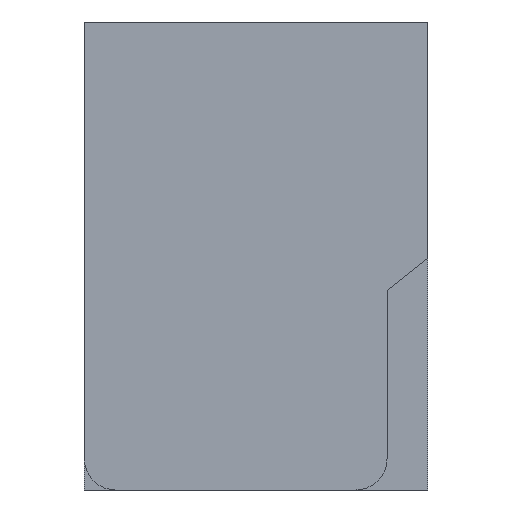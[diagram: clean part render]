
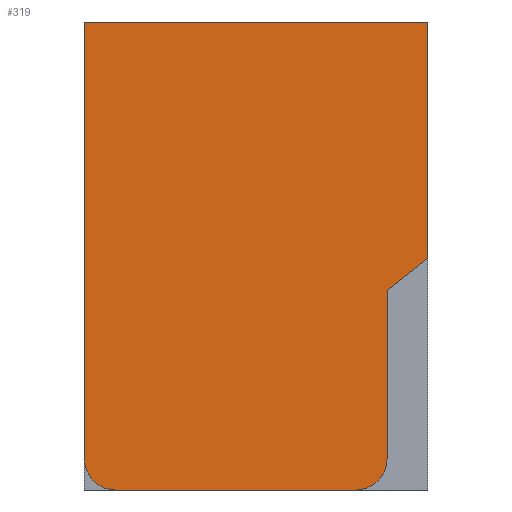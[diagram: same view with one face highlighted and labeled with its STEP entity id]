
A CAD part, front view. The second image highlights one B-rep face of the part: STEP entity #319.
In plain terms, the highlighted planar face has unit normal (0, -1, 0).
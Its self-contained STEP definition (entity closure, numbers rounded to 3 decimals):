
#17=PLANE('',#354);
#33=FACE_OUTER_BOUND('',#50,.T.);
#50=EDGE_LOOP('',(#245,#246,#247,#248,#249,#250,#251,#252));
#70=LINE('',#483,#109);
#78=LINE('',#498,#117);
#79=LINE('',#502,#118);
#80=LINE('',#504,#119);
#81=LINE('',#506,#120);
#82=LINE('',#507,#121);
#109=VECTOR('',#394,10.);
#117=VECTOR('',#404,10.);
#118=VECTOR('',#407,10.);
#119=VECTOR('',#408,10.);
#120=VECTOR('',#409,10.);
#121=VECTOR('',#410,10.);
#143=CIRCLE('',#351,1.);
#145=CIRCLE('',#355,1.);
#153=VERTEX_POINT('',#473);
#154=VERTEX_POINT('',#474);
#157=VERTEX_POINT('',#482);
#163=VERTEX_POINT('',#497);
#164=VERTEX_POINT('',#499);
#165=VERTEX_POINT('',#501);
#166=VERTEX_POINT('',#503);
#167=VERTEX_POINT('',#505);
#184=EDGE_CURVE('',#153,#154,#143,.T.);
#188=EDGE_CURVE('',#154,#157,#70,.T.);
#196=EDGE_CURVE('',#163,#153,#78,.T.);
#197=EDGE_CURVE('',#164,#163,#145,.T.);
#198=EDGE_CURVE('',#165,#164,#79,.T.);
#199=EDGE_CURVE('',#166,#165,#80,.T.);
#200=EDGE_CURVE('',#167,#166,#81,.T.);
#201=EDGE_CURVE('',#157,#167,#82,.T.);
#245=ORIENTED_EDGE('',*,*,#184,.F.);
#246=ORIENTED_EDGE('',*,*,#196,.F.);
#247=ORIENTED_EDGE('',*,*,#197,.F.);
#248=ORIENTED_EDGE('',*,*,#198,.F.);
#249=ORIENTED_EDGE('',*,*,#199,.F.);
#250=ORIENTED_EDGE('',*,*,#200,.F.);
#251=ORIENTED_EDGE('',*,*,#201,.F.);
#252=ORIENTED_EDGE('',*,*,#188,.F.);
#319=ADVANCED_FACE('',(#33),#17,.F.);
#351=AXIS2_PLACEMENT_3D('',#475,#386,#387);
#354=AXIS2_PLACEMENT_3D('',#496,#402,#403);
#355=AXIS2_PLACEMENT_3D('',#500,#405,#406);
#386=DIRECTION('center_axis',(0.,1.,0.));
#387=DIRECTION('ref_axis',(-0.707,0.,-0.707));
#394=DIRECTION('',(0.,0.,1.));
#402=DIRECTION('center_axis',(0.,1.,0.));
#403=DIRECTION('ref_axis',(1.,0.,0.));
#404=DIRECTION('',(-1.,0.,0.));
#405=DIRECTION('center_axis',(0.,1.,0.));
#406=DIRECTION('ref_axis',(0.707,0.,-0.707));
#407=DIRECTION('',(0.,0.,-1.));
#408=DIRECTION('',(-0.786,0.,-0.619));
#409=DIRECTION('',(0.,0.,-1.));
#410=DIRECTION('',(1.,0.,0.));
#473=CARTESIAN_POINT('',(-4.39,0.,-7.681));
#474=CARTESIAN_POINT('',(-5.39,0.,-6.681));
#475=CARTESIAN_POINT('Origin',(-4.39,0.,-6.681));
#482=CARTESIAN_POINT('',(-5.39,0.,7.319));
#483=CARTESIAN_POINT('',(-5.39,0.,-7.681));
#496=CARTESIAN_POINT('Origin',(0.11,0.,-0.181));
#497=CARTESIAN_POINT('',(3.31,0.,-7.681));
#498=CARTESIAN_POINT('',(4.31,0.,-7.681));
#499=CARTESIAN_POINT('',(4.31,0.,-6.681));
#500=CARTESIAN_POINT('Origin',(3.31,0.,-6.681));
#501=CARTESIAN_POINT('',(4.31,0.,-1.281));
#502=CARTESIAN_POINT('',(4.31,0.,-1.281));
#503=CARTESIAN_POINT('',(5.61,0.,-0.258));
#504=CARTESIAN_POINT('',(5.61,0.,-0.258));
#505=CARTESIAN_POINT('',(5.61,0.,7.319));
#506=CARTESIAN_POINT('',(5.61,0.,7.319));
#507=CARTESIAN_POINT('',(-5.39,0.,7.319));
